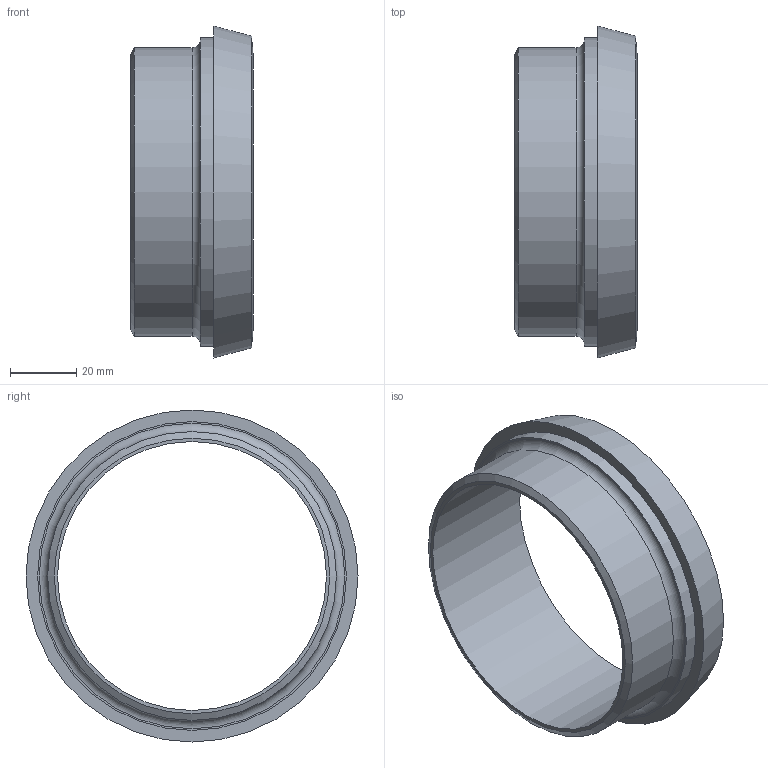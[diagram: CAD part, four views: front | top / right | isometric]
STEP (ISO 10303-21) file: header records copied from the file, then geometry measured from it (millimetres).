
FILE_DESCRIPTION(/* description */ ('Kuželové hrdlo KH pro přivaření dle DIN silnostěnné'),/* implementation_level */ '2;1');
FILE_NAME(/* name */ '20112 080.stp',/* time_stamp */ '2015-11-25T13:32:50+01:00',/* author */ ('Struska'),/* organization */ ('Bupospol, Armaturka Koukol, spol. s r.o.'),/* preprocessor_version */ 'ST-DEVELOPER v15.6',/* originating_system */ 'Autodesk Inventor 2015',/* authorisation */ '');
FILE_SCHEMA (('CONFIG_CONTROL_DESIGN'));
Length unit declared in the file: millimetre
Products named in the file (1): 20112
Bounding box: 37 x 100 x 100 mm (x, y, z)
Volume: 49229 mm3; surface area: 23881.5 mm2
Topology: 1 solids, 1 shells, 10 faces, 17 edges, 10 vertices
Faces by surface type: cylinder 3, plane 3, cone 3, torus 1
Full cylindrical faces by diameter (mm): 81 x1, 87 x1, 93 x1
Entity records: 232 total; most frequent: DIRECTION 42, CARTESIAN_POINT 31, AXIS2_PLACEMENT_3D 21, EDGE_LOOP 20, ORIENTED_EDGE 20, FACE_BOUND 10, FACE_OUTER_BOUND 10, CIRCLE 10
